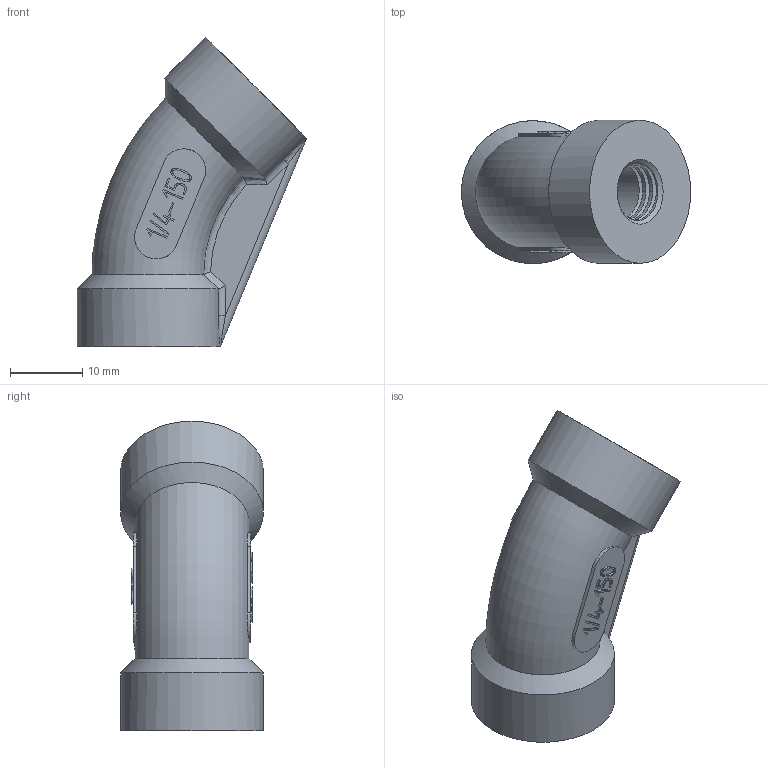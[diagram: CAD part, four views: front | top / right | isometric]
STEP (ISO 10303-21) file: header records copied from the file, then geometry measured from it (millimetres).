
FILE_DESCRIPTION(/* description */ ('Unknown'),/* implementation_level */ '2;1');
FILE_NAME(/* name */ 'DN8',/* time_stamp */ '2021-07-27T17:11:13+08:00',/* author */ ('Unknown'),/* organization */ ('Unknown'),/* preprocessor_version */ 'ST-DEVELOPER v16.7',/* originating_system */ 'DEX',/* authorisation */ $);
FILE_SCHEMA (('AUTOMOTIVE_DESIGN {1 0 10303 214 3 1 1}'));
Length unit declared in the file: millimetre
Products named in the file (1): DN8
Bounding box: 31.75 x 19.8 x 42.85 mm (x, y, z)
Volume: 8371 mm3; surface area: 4486.6 mm2
Topology: 2 solids, 2 shells, 145 faces, 368 edges, 240 vertices
Faces by surface type: plane 89, bspline 27, cylinder 20, torus 5, cone 4
Full cylindrical faces by diameter (mm): 8 x6, 19.8 x2
Entity records: 5575 total; most frequent: CARTESIAN_POINT 2463, ORIENTED_EDGE 686, DIRECTION 525, EDGE_CURVE 343, VERTEX_POINT 228, LINE 221, VECTOR 221, EDGE_LOOP 161
